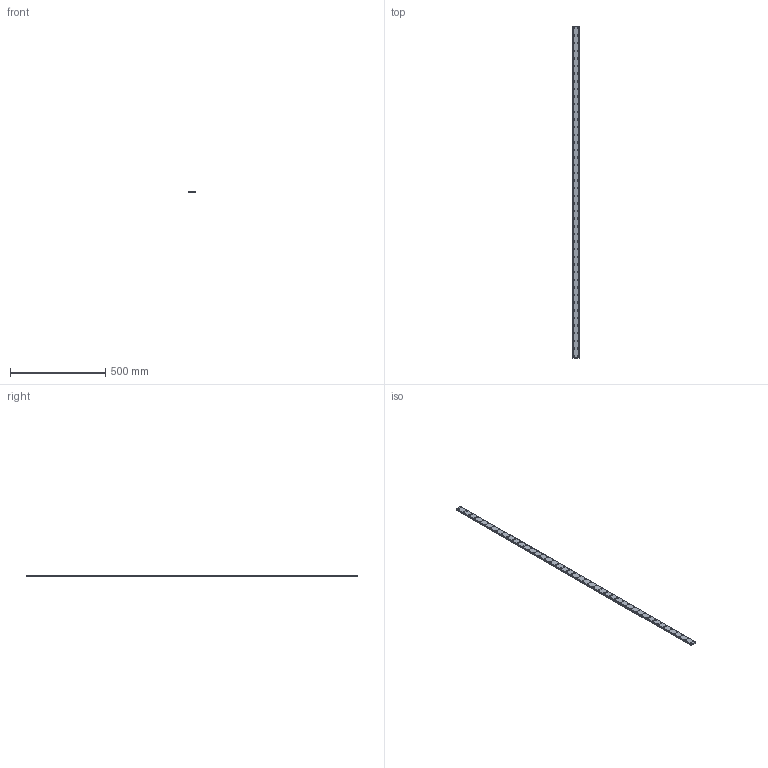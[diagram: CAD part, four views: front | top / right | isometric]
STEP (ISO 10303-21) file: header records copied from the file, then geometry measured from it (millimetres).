
FILE_DESCRIPTION(('STEP AP214'),'1');
FILE_NAME('cctmp_3334B914-E97F-46CA-B2E2-04500419FD70_2021_02_25_13_49_43_0753..stp','2021-02-25T12:49:44',('HIWIN GmbH'),('CADClick - www.CADClick.com'),'Spatial InterOp 3D',' ','unknown authorization');
FILE_SCHEMA(('AUTOMOTIVE_DESIGN'));
Length unit declared in the file: millimetre
Products named in the file (1): WER17R1740H_FILE
Bounding box: 33 x 1740 x 9.3 mm (x, y, z)
Volume: 480334.6 mm3; surface area: 170545.4 mm2
Topology: 1 solids, 1 shells, 895 faces, 1875 edges, 1250 vertices
Faces by surface type: cylinder 546, plane 349
Entity records: 31605 total; most frequent: DIRECTION 4759, CARTESIAN_POINT 4021, ORIENTED_EDGE 3750, AXIS2_PLACEMENT_3D 1988, EDGE_CURVE 1875, VERTEX_POINT 1250, EDGE_LOOP 1163, CIRCLE 1092
